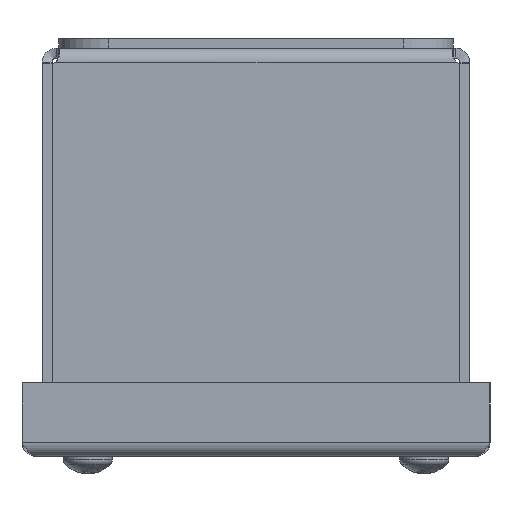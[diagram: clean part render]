
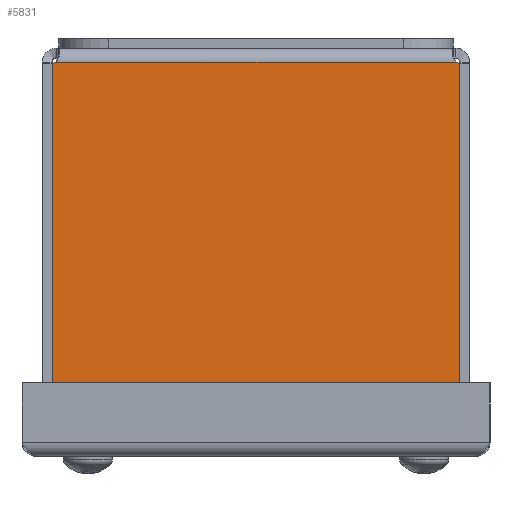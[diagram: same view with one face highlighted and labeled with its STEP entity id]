
A CAD part, front view. The second image highlights one B-rep face of the part: STEP entity #5831.
In plain terms, the highlighted planar face has unit normal (0, -1, 0).
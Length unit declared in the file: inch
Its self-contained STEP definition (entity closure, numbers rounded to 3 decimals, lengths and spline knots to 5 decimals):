
#357=CIRCLE('',#6289,0.07);
#359=CIRCLE('',#6292,0.07);
#652=PLANE('',#6291);
#951=FACE_OUTER_BOUND('',#1321,.T.);
#1321=EDGE_LOOP('',(#5135,#5136,#5137,#5138,#5139,#5140));
#1816=LINE('',#9940,#2324);
#1824=LINE('',#9961,#2332);
#1868=LINE('',#10377,#2376);
#1869=LINE('',#10379,#2377);
#2324=VECTOR('',#7568,3.10059);
#2332=VECTOR('',#7596,2.58869);
#2376=VECTOR('',#7698,2.58869);
#2377=VECTOR('',#7699,3.04583);
#2895=VERTEX_POINT('',#9937);
#2896=VERTEX_POINT('',#9939);
#2899=VERTEX_POINT('',#9960);
#2932=VERTEX_POINT('',#10369);
#2933=VERTEX_POINT('',#10371);
#2935=VERTEX_POINT('',#10378);
#3607=EDGE_CURVE('',#2896,#2895,#1816,.T.);
#3618=EDGE_CURVE('',#2896,#2899,#1824,.T.);
#3679=EDGE_CURVE('',#2933,#2932,#357,.T.);
#3682=EDGE_CURVE('',#2933,#2895,#1868,.T.);
#3683=EDGE_CURVE('',#2932,#2935,#1869,.T.);
#3684=EDGE_CURVE('',#2935,#2899,#359,.T.);
#5135=ORIENTED_EDGE('',*,*,#3607,.T.);
#5136=ORIENTED_EDGE('',*,*,#3682,.F.);
#5137=ORIENTED_EDGE('',*,*,#3679,.T.);
#5138=ORIENTED_EDGE('',*,*,#3683,.T.);
#5139=ORIENTED_EDGE('',*,*,#3684,.T.);
#5140=ORIENTED_EDGE('',*,*,#3618,.F.);
#5831=ADVANCED_FACE('',(#951),#652,.F.);
#6289=AXIS2_PLACEMENT_3D('',#10372,#7691,#7692);
#6291=AXIS2_PLACEMENT_3D('',#10376,#7696,#7697);
#6292=AXIS2_PLACEMENT_3D('',#10380,#7700,#7701);
#7568=DIRECTION('',(-1.,0.,0.));
#7596=DIRECTION('',(0.,0.,-1.));
#7691=DIRECTION('center_axis',(0.,1.,0.));
#7692=DIRECTION('ref_axis',(1.,0.,0.));
#7696=DIRECTION('center_axis',(0.,1.,0.));
#7697=DIRECTION('ref_axis',(1.,0.,0.));
#7698=DIRECTION('',(0.,0.,1.));
#7699=DIRECTION('',(1.,0.,0.));
#7700=DIRECTION('center_axis',(0.,1.,0.));
#7701=DIRECTION('ref_axis',(1.,0.,0.));
#9937=CARTESIAN_POINT('',(0.07471,0.,2.70475));
#9939=CARTESIAN_POINT('',(3.17529,0.,2.70475));
#9940=CARTESIAN_POINT('',(2.40015,0.,2.70475));
#9960=CARTESIAN_POINT('',(3.17529,0.,0.11606));
#9961=CARTESIAN_POINT('',(3.17529,0.,0.10525));
#10369=CARTESIAN_POINT('',(0.10208,0.,0.10525));
#10371=CARTESIAN_POINT('',(0.07471,0.,0.11606));
#10372=CARTESIAN_POINT('Origin',(0.06327,0.,
0.047));
#10376=CARTESIAN_POINT('Origin',(1.625,0.,1.37657));
#10377=CARTESIAN_POINT('',(0.07471,0.,0.10525));
#10378=CARTESIAN_POINT('',(3.14792,0.,0.10525));
#10379=CARTESIAN_POINT('',(1.625,0.,0.10525));
#10380=CARTESIAN_POINT('Origin',(3.18673,0.,
0.047));
